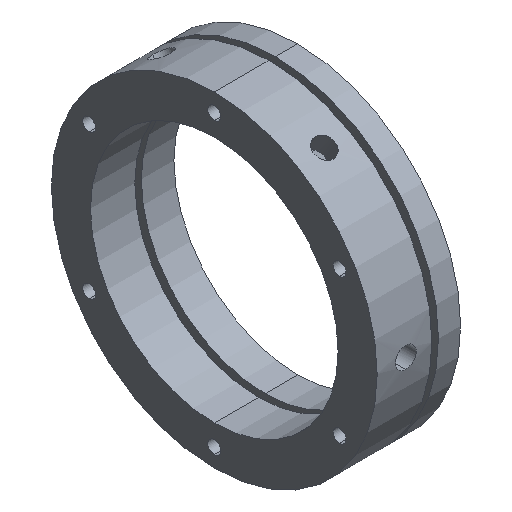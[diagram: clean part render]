
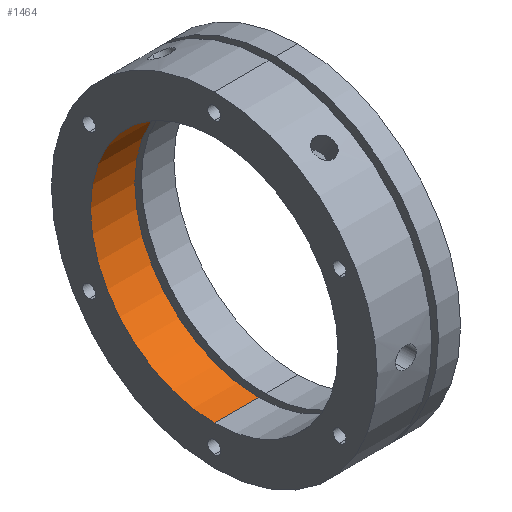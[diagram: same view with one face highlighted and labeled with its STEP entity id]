
A CAD part, isometric view. The second image highlights one B-rep face of the part: STEP entity #1464.
In plain terms, the highlighted cylindrical face has radius 47.5 mm (diameter 95 mm), a partial arc.
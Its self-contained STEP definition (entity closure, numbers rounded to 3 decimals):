
#31 = VERTEX_POINT ( 'NONE', #1072 ) ;
#32 = VERTEX_POINT ( 'NONE', #1073 ) ;
#113 = VERTEX_POINT ( 'NONE', #1154 ) ;
#162 = VERTEX_POINT ( 'NONE', #1203 ) ;
#497 = VECTOR ( 'NONE', #2499, 1000. ) ;
#501 = VECTOR ( 'NONE', #2498, 1000. ) ;
#502 = LINE ( 'NONE', #2500, #497 ) ;
#509 = LINE ( 'NONE', #2494, #501 ) ;
#971 = ORIENTED_EDGE ( 'NONE', *, *, #3846, .F. ) ;
#972 = ORIENTED_EDGE ( 'NONE', *, *, #1416, .T. ) ;
#973 = ORIENTED_EDGE ( 'NONE', *, *, #3859, .F. ) ;
#974 = ORIENTED_EDGE ( 'NONE', *, *, #1414, .F. ) ;
#1072 = CARTESIAN_POINT ( 'NONE',  ( 0., 0., 47.5 ) ) ;
#1073 = CARTESIAN_POINT ( 'NONE',  ( 17., 0., 47.5 ) ) ;
#1154 = CARTESIAN_POINT ( 'NONE',  ( 0., 0., -47.5 ) ) ;
#1203 = CARTESIAN_POINT ( 'NONE',  ( 17., 0., -47.5 ) ) ;
#1414 = EDGE_CURVE ( 'NONE', #31, #32, #509, .T. ) ;
#1416 = EDGE_CURVE ( 'NONE', #113, #162, #502, .T. ) ;
#1464 = ADVANCED_FACE ( 'NONE', ( #1626 ), #1621, .F. ) ;
#1621 = CYLINDRICAL_SURFACE ( 'NONE', #3772, 47.5 ) ;
#1626 = FACE_OUTER_BOUND ( 'NONE', #3747, .T. ) ;
#1918 = CIRCLE ( 'NONE', #3506, 47.5 ) ;
#1929 = CIRCLE ( 'NONE', #3493, 47.5 ) ;
#2494 = CARTESIAN_POINT ( 'NONE',  ( 16., 0., 47.5 ) ) ;
#2498 = DIRECTION ( 'NONE',  ( 1., 0., 0. ) ) ;
#2499 = DIRECTION ( 'NONE',  ( 1., 0., 0. ) ) ;
#2500 = CARTESIAN_POINT ( 'NONE',  ( 16., 0., -47.5 ) ) ;
#2645 = DIRECTION ( 'NONE',  ( 0., 0., -1. ) ) ;
#2647 = DIRECTION ( 'NONE',  ( 1., 0., 0. ) ) ;
#2648 = CARTESIAN_POINT ( 'NONE',  ( 16., 0., 0. ) ) ;
#2991 = CARTESIAN_POINT ( 'NONE',  ( 17., 0., 0. ) ) ;
#2992 = DIRECTION ( 'NONE',  ( -1., 0., 0. ) ) ;
#2993 = DIRECTION ( 'NONE',  ( 0., 0., -1. ) ) ;
#3032 = CARTESIAN_POINT ( 'NONE',  ( 0., 0., 0. ) ) ;
#3033 = DIRECTION ( 'NONE',  ( 1., 0., 0. ) ) ;
#3034 = DIRECTION ( 'NONE',  ( 0., 0., -1. ) ) ;
#3493 = AXIS2_PLACEMENT_3D ( 'NONE', #3032, #3033, #3034 ) ;
#3506 = AXIS2_PLACEMENT_3D ( 'NONE', #2991, #2992, #2993 ) ;
#3747 = EDGE_LOOP ( 'NONE', ( #974, #973, #972, #971 ) ) ;
#3772 = AXIS2_PLACEMENT_3D ( 'NONE', #2648, #2647, #2645 ) ;
#3846 = EDGE_CURVE ( 'NONE', #32, #162, #1918, .T. ) ;
#3859 = EDGE_CURVE ( 'NONE', #113, #31, #1929, .T. ) ;
